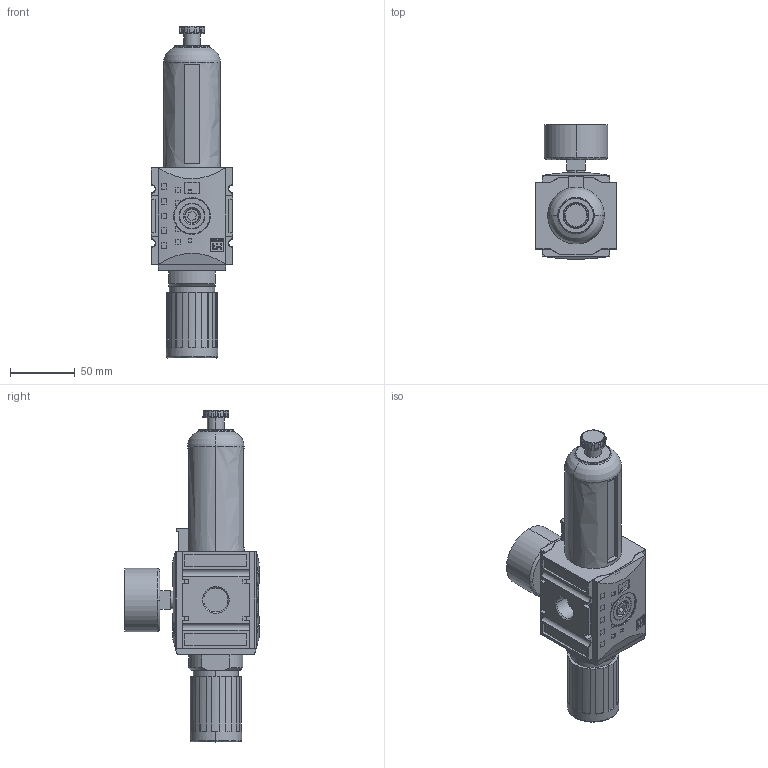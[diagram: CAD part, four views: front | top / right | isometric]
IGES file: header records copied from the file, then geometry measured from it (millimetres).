
Start section: SolidWorks IGES file using analytic representation for surfaces
Global section: file name: KFRG-41.IGS; native system: SolidWorks 2013; preprocessor: SolidWorks 2013; author: technolog; date: 140113.095733; units: millimetre
Bounding box: 63 x 104.06 x 257.2 mm (x, y, z)
Volume: 535190.3 mm3; surface area: 89830.9 mm2
Topology: 3 solids, 3 shells, 1033 faces, 6646 edges, 8531 vertices
Faces by surface type: plane 644, revolution 311, bspline 78
